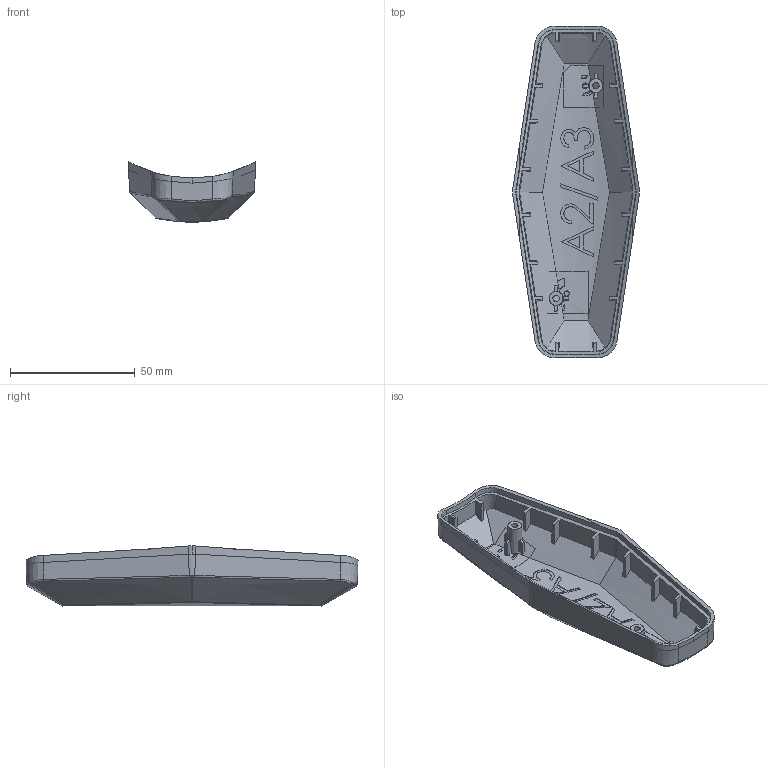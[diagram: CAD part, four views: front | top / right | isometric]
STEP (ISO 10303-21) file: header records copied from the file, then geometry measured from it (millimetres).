
FILE_DESCRIPTION (( 'STEP AP214' ), '1' );
FILE_NAME ('Arm_cover.STEP', '2017-08-15T08:07:42', ( '' ), ( '' ), 'SwSTEP 2.0', 'SolidWorks 2016', '' );
FILE_SCHEMA (( 'AUTOMOTIVE_DESIGN' ));
Length unit declared in the file: millimetre
Products named in the file (1): Arm_cover
Bounding box: 50.91 x 133.22 x 24.18 mm (x, y, z)
Volume: 20247.3 mm3; surface area: 20489.3 mm2
Topology: 1 solids, 1 shells, 317 faces, 869 edges, 568 vertices
Faces by surface type: bspline 144, plane 130, cylinder 22, cone 21
Entity records: 17985 total; most frequent: CARTESIAN_POINT 11551, ORIENTED_EDGE 1738, EDGE_CURVE 869, DIRECTION 690, VERTEX_POINT 568, B_SPLINE_CURVE_WITH_KNOTS 553, EDGE_LOOP 331, FACE_OUTER_BOUND 317
